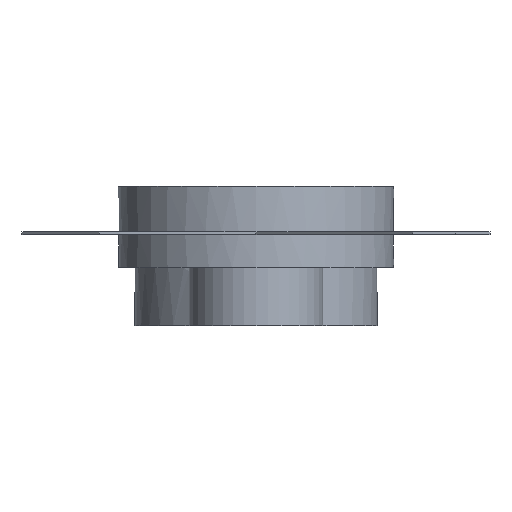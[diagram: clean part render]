
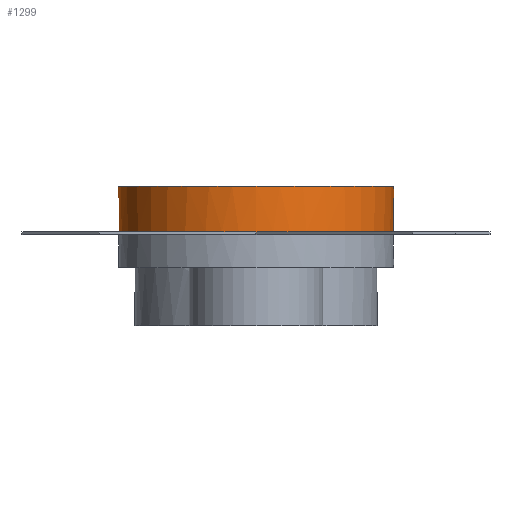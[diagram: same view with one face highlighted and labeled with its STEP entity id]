
A CAD part, left-side view. The second image highlights one B-rep face of the part: STEP entity #1299.
In plain terms, the highlighted cylindrical face has radius 7.1 mm (diameter 14.2 mm), a full revolution.
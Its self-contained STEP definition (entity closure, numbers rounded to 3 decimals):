
#1299=ADVANCED_FACE('',(#2813,#2815),#2817,.T.);
#2813=FACE_BOUND('',#2814,.T.);
#2814=EDGE_LOOP('',(#4214,#4215,#4216,#4217,#4218,#4219,#4220,#4221,#4222));
#2815=FACE_OUTER_BOUND('',#2816,.T.);
#2816=EDGE_LOOP('',(#4223));
#2817=CYLINDRICAL_SURFACE('',#2818,7.1);
#2818=AXIS2_PLACEMENT_3D('',#2819,#2820,#2821);
#2819=CARTESIAN_POINT('',(0.,0.,4.85));
#2820=DIRECTION('',(0.,0.,1.));
#2821=DIRECTION('',(-1.,0.,0.));
#4214=ORIENTED_EDGE('',*,*,#5025,.T.);
#4215=ORIENTED_EDGE('',*,*,#5026,.T.);
#4216=ORIENTED_EDGE('',*,*,#5027,.T.);
#4217=ORIENTED_EDGE('',*,*,#5028,.T.);
#4218=ORIENTED_EDGE('',*,*,#5029,.T.);
#4219=ORIENTED_EDGE('',*,*,#5030,.T.);
#4220=ORIENTED_EDGE('',*,*,#5031,.T.);
#4221=ORIENTED_EDGE('',*,*,#5032,.T.);
#4222=ORIENTED_EDGE('',*,*,#5033,.T.);
#4223=ORIENTED_EDGE('',*,*,#4622,.F.);
#4622=EDGE_CURVE('',#5172,#5172,#5173,.T.);
#5025=EDGE_CURVE('',#5842,#5843,#5844,.T.);
#5026=EDGE_CURVE('',#5843,#5845,#5846,.T.);
#5027=EDGE_CURVE('',#5845,#5847,#5848,.T.);
#5028=EDGE_CURVE('',#5847,#5849,#5850,.T.);
#5029=EDGE_CURVE('',#5849,#5851,#5852,.T.);
#5030=EDGE_CURVE('',#5851,#5853,#5854,.T.);
#5031=EDGE_CURVE('',#5853,#5855,#5856,.T.);
#5032=EDGE_CURVE('',#5855,#5857,#5858,.T.);
#5033=EDGE_CURVE('',#5857,#5842,#5859,.T.);
#5172=VERTEX_POINT('',#6095);
#5173=CIRCLE('',#6096,7.1);
#5842=VERTEX_POINT('',#7602);
#5843=VERTEX_POINT('',#7603);
#5844=CIRCLE('',#7604,7.1);
#5845=VERTEX_POINT('',#7608);
#5846=CIRCLE('',#7609,7.1);
#5847=VERTEX_POINT('',#7613);
#5848=CIRCLE('',#7614,7.1);
#5849=VERTEX_POINT('',#7618);
#5850=CIRCLE('',#7619,7.1);
#5851=VERTEX_POINT('',#7623);
#5852=CIRCLE('',#7624,7.1);
#5853=VERTEX_POINT('',#7628);
#5854=CIRCLE('',#7629,7.1);
#5855=VERTEX_POINT('',#7633);
#5856=CIRCLE('',#7634,7.1);
#5857=VERTEX_POINT('',#7638);
#5858=CIRCLE('',#7639,7.1);
#5859=CIRCLE('',#7643,7.1);
#6095=CARTESIAN_POINT('',(-7.1,0.,7.2));
#6096=AXIS2_PLACEMENT_3D('',#6097,#6098,#6099);
#6097=CARTESIAN_POINT('',(0.,0.,7.2));
#6098=DIRECTION('',(0.,0.,1.));
#6099=DIRECTION('',(-1.,0.,0.));
#7602=CARTESIAN_POINT('',(6.604,2.608,4.85));
#7603=CARTESIAN_POINT('',(2.608,6.604,4.85));
#7604=AXIS2_PLACEMENT_3D('',#7605,#7606,#7607);
#7605=CARTESIAN_POINT('',(0.,0.,4.85));
#7606=DIRECTION('',(0.,0.,1.));
#7607=DIRECTION('',(0.93,0.367,0.));
#7608=CARTESIAN_POINT('',(-2.608,6.604,4.85));
#7609=AXIS2_PLACEMENT_3D('',#7610,#7611,#7612);
#7610=CARTESIAN_POINT('',(0.,0.,4.85));
#7611=DIRECTION('',(0.,0.,1.));
#7612=DIRECTION('',(0.367,0.93,0.));
#7613=CARTESIAN_POINT('',(-6.604,2.608,4.85));
#7614=AXIS2_PLACEMENT_3D('',#7615,#7616,#7617);
#7615=CARTESIAN_POINT('',(0.,0.,4.85));
#7616=DIRECTION('',(0.,0.,1.));
#7617=DIRECTION('',(-0.367,0.93,0.));
#7618=CARTESIAN_POINT('',(-7.1,0.,4.85));
#7619=AXIS2_PLACEMENT_3D('',#7620,#7621,#7622);
#7620=CARTESIAN_POINT('',(0.,0.,4.85));
#7621=DIRECTION('',(0.,0.,1.));
#7622=DIRECTION('',(-0.93,0.367,0.));
#7623=CARTESIAN_POINT('',(-6.604,-2.608,4.85));
#7624=AXIS2_PLACEMENT_3D('',#7625,#7626,#7627);
#7625=CARTESIAN_POINT('',(0.,0.,4.85));
#7626=DIRECTION('',(0.,0.,1.));
#7627=DIRECTION('',(-1.,0.,0.));
#7628=CARTESIAN_POINT('',(-2.608,-6.604,4.85));
#7629=AXIS2_PLACEMENT_3D('',#7630,#7631,#7632);
#7630=CARTESIAN_POINT('',(0.,0.,4.85));
#7631=DIRECTION('',(0.,0.,1.));
#7632=DIRECTION('',(-0.93,-0.367,0.));
#7633=CARTESIAN_POINT('',(2.608,-6.604,4.85));
#7634=AXIS2_PLACEMENT_3D('',#7635,#7636,#7637);
#7635=CARTESIAN_POINT('',(0.,0.,4.85));
#7636=DIRECTION('',(0.,0.,1.));
#7637=DIRECTION('',(-0.367,-0.93,0.));
#7638=CARTESIAN_POINT('',(6.604,-2.608,4.85));
#7639=AXIS2_PLACEMENT_3D('',#7640,#7641,#7642);
#7640=CARTESIAN_POINT('',(0.,0.,4.85));
#7641=DIRECTION('',(0.,0.,1.));
#7642=DIRECTION('',(0.367,-0.93,0.));
#7643=AXIS2_PLACEMENT_3D('',#7644,#7645,#7646);
#7644=CARTESIAN_POINT('',(0.,0.,4.85));
#7645=DIRECTION('',(0.,0.,1.));
#7646=DIRECTION('',(0.93,-0.367,0.));
